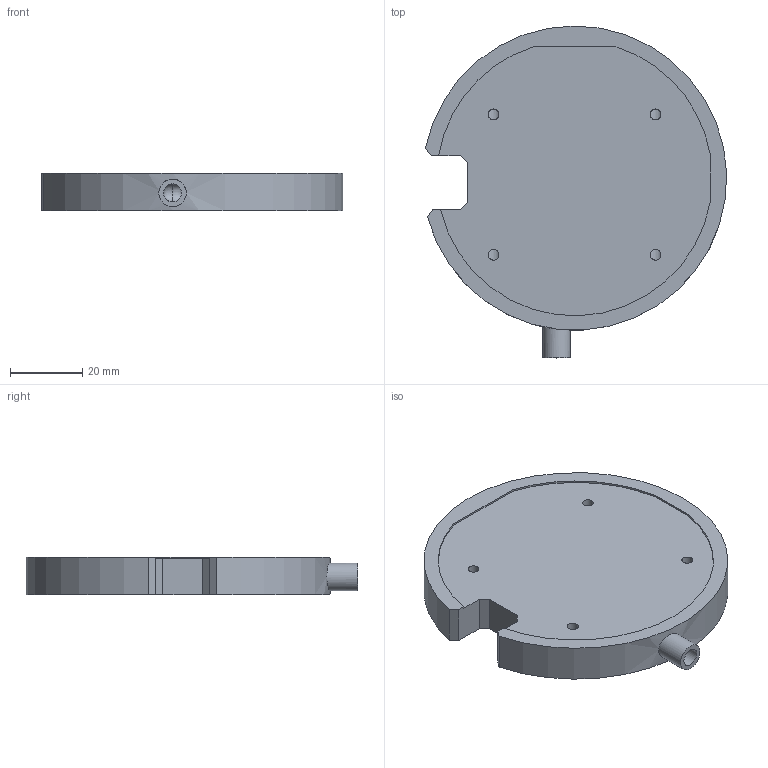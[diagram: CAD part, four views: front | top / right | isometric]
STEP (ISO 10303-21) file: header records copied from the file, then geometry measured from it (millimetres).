
FILE_DESCRIPTION(/* description */ (''),/* implementation_level */ '2;1');
FILE_NAME(/* name */ 'Wafer Chuck (3D Print Version).step',/* time_stamp */ '2025-07-22T13:50:24-06:00',/* author */ (''),/* organization */ (''),/* preprocessor_version */ 'ST-DEVELOPER v20.1',/* originating_system */ 'Autodesk Translation Framework v14.10.0.0',/* authorisation */ '');
FILE_SCHEMA (('AUTOMOTIVE_DESIGN { 1 0 10303 214 3 1 1 }'));
Length unit declared in the file: millimetre
Products named in the file (2): frogster v1; Cozy wafer holder
Assembly tree (1 placements, depth 2):
  frogster v1
    Cozy wafer holder
Bounding box: 83.67 x 92.2 x 10.5 mm (x, y, z)
Volume: 51366.8 mm3; surface area: 17112.5 mm2
Topology: 1 solids, 1 shells, 41 faces, 107 edges, 75 vertices
Faces by surface type: plane 21, cylinder 16, torus 2, sphere 2
Full cylindrical faces by diameter (mm): 3 x6, 5 x5, 7.62 x1
Entity records: 1509 total; most frequent: CARTESIAN_POINT 402, DIRECTION 224, ORIENTED_EDGE 214, EDGE_CURVE 107, AXIS2_PLACEMENT_3D 87, VERTEX_POINT 75, EDGE_LOOP 56, LINE 50
